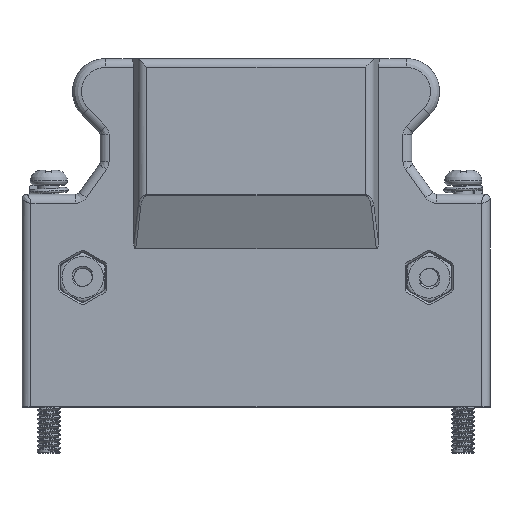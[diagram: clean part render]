
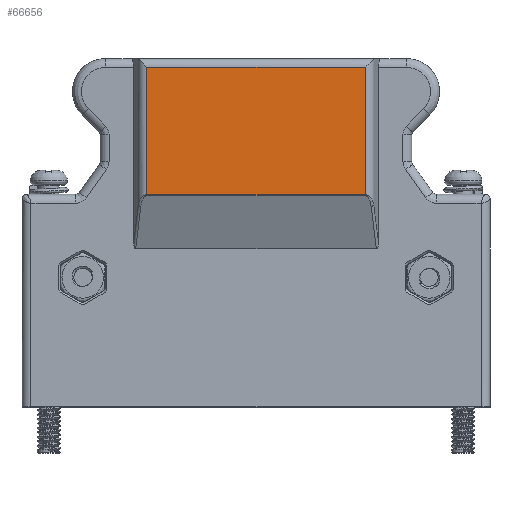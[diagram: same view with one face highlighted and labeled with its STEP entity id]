
A CAD part, top view. The second image highlights one B-rep face of the part: STEP entity #66656.
In plain terms, the highlighted planar face has unit normal (0, 0, 1).
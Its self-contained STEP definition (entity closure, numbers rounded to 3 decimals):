
#62195=CARTESIAN_POINT('',(12.223,3.,9.));
#62196=VERTEX_POINT('',#62195);
#62236=CARTESIAN_POINT('',(-12.223,3.,9.));
#62237=VERTEX_POINT('',#62236);
#62249=CARTESIAN_POINT('',(-12.223,3.,9.));
#62250=DIRECTION('',(1.,0.,0.));
#62251=VECTOR('',#62250,24.445);
#62252=LINE('',#62249,#62251);
#62253=EDGE_CURVE('',#62237,#62196,#62252,.T.);
#62997=CARTESIAN_POINT('',(12.223,-11.237,9.));
#62998=VERTEX_POINT('',#62997);
#63103=CARTESIAN_POINT('',(12.223,3.,9.));
#63104=DIRECTION('',(0.,-1.,0.));
#63105=VECTOR('',#63104,14.237);
#63106=LINE('',#63103,#63105);
#63107=EDGE_CURVE('',#62196,#62998,#63106,.T.);
#66532=CARTESIAN_POINT('',(-12.223,-11.237,9.));
#66533=VERTEX_POINT('',#66532);
#66629=CARTESIAN_POINT('',(-12.223,-11.237,9.));
#66630=DIRECTION('',(0.,1.,0.));
#66631=VECTOR('',#66630,14.237);
#66632=LINE('',#66629,#66631);
#66633=EDGE_CURVE('',#66533,#62237,#66632,.T.);
#66640=CARTESIAN_POINT('',(0.,-4.118,9.));
#66641=DIRECTION('',(1.,0.,0.));
#66642=DIRECTION('',(0.,0.,1.));
#66643=AXIS2_PLACEMENT_3D('',#66640,#66642,#66641);
#66644=PLANE('',#66643);
#66645=ORIENTED_EDGE('',*,*,#66633,.F.);
#66646=CARTESIAN_POINT('',(-12.223,-11.237,9.));
#66647=DIRECTION('',(1.,0.,0.));
#66648=VECTOR('',#66647,24.445);
#66649=LINE('',#66646,#66648);
#66650=EDGE_CURVE('',#66533,#62998,#66649,.T.);
#66651=ORIENTED_EDGE('',*,*,#66650,.T.);
#66652=ORIENTED_EDGE('',*,*,#63107,.F.);
#66653=ORIENTED_EDGE('',*,*,#62253,.F.);
#66654=EDGE_LOOP('',(#66645,#66651,#66652,#66653));
#66655=FACE_OUTER_BOUND('',#66654,.T.);
#66656=ADVANCED_FACE('',(#66655),#66644,.T.);
